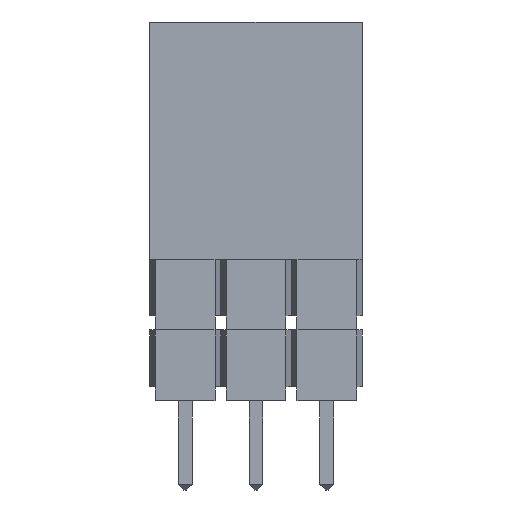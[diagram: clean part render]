
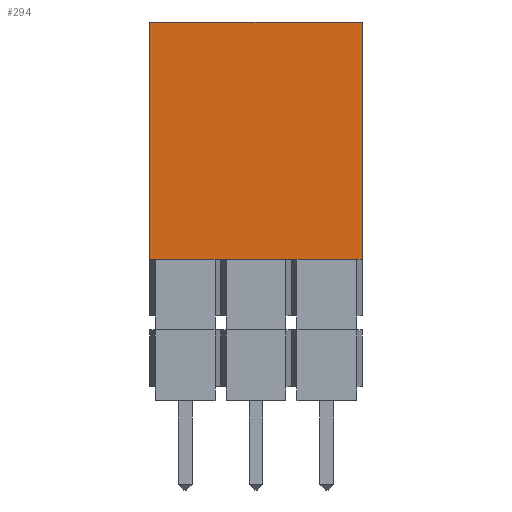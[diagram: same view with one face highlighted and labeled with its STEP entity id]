
A CAD part, front view. The second image highlights one B-rep face of the part: STEP entity #294.
In plain terms, the highlighted planar face has unit normal (0, -1, 0).
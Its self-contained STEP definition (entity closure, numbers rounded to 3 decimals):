
#22 = VERTEX_POINT('',#23);
#23 = CARTESIAN_POINT('',(-1.27,-1.27,13.58));
#31 = EDGE_CURVE('',#22,#32,#34,.T.);
#32 = VERTEX_POINT('',#33);
#33 = CARTESIAN_POINT('',(6.35,-1.27,13.58));
#34 = LINE('',#35,#36);
#35 = CARTESIAN_POINT('',(-1.27,-1.27,13.58));
#36 = VECTOR('',#37,1.);
#37 = DIRECTION('',(1.,0.,0.));
#164 = EDGE_CURVE('',#165,#22,#167,.T.);
#165 = VERTEX_POINT('',#166);
#166 = CARTESIAN_POINT('',(-1.27,-1.27,5.08));
#167 = LINE('',#168,#169);
#168 = CARTESIAN_POINT('',(-1.27,-1.27,5.08));
#169 = VECTOR('',#170,1.);
#170 = DIRECTION('',(0.,0.,1.));
#294 = ADVANCED_FACE('',(#295),#361,.F.);
#295 = FACE_BOUND('',#296,.F.);
#296 = EDGE_LOOP('',(#297,#305,#306,#307,#315,#323,#331,#339,#347,#355)
  );
#297 = ORIENTED_EDGE('',*,*,#298,.F.);
#298 = EDGE_CURVE('',#165,#299,#301,.T.);
#299 = VERTEX_POINT('',#300);
#300 = CARTESIAN_POINT('',(-1.07,-1.27,5.08));
#301 = LINE('',#302,#303);
#302 = CARTESIAN_POINT('',(-1.27,-1.27,5.08));
#303 = VECTOR('',#304,1.);
#304 = DIRECTION('',(1.,0.,0.));
#305 = ORIENTED_EDGE('',*,*,#164,.T.);
#306 = ORIENTED_EDGE('',*,*,#31,.T.);
#307 = ORIENTED_EDGE('',*,*,#308,.F.);
#308 = EDGE_CURVE('',#309,#32,#311,.T.);
#309 = VERTEX_POINT('',#310);
#310 = CARTESIAN_POINT('',(6.35,-1.27,5.08));
#311 = LINE('',#312,#313);
#312 = CARTESIAN_POINT('',(6.35,-1.27,5.08));
#313 = VECTOR('',#314,1.);
#314 = DIRECTION('',(0.,0.,1.));
#315 = ORIENTED_EDGE('',*,*,#316,.F.);
#316 = EDGE_CURVE('',#317,#309,#319,.T.);
#317 = VERTEX_POINT('',#318);
#318 = CARTESIAN_POINT('',(6.15,-1.27,5.08));
#319 = LINE('',#320,#321);
#320 = CARTESIAN_POINT('',(-1.27,-1.27,5.08));
#321 = VECTOR('',#322,1.);
#322 = DIRECTION('',(1.,0.,0.));
#323 = ORIENTED_EDGE('',*,*,#324,.F.);
#324 = EDGE_CURVE('',#325,#317,#327,.T.);
#325 = VERTEX_POINT('',#326);
#326 = CARTESIAN_POINT('',(4.01,-1.27,5.08));
#327 = LINE('',#328,#329);
#328 = CARTESIAN_POINT('',(3.81,-1.27,5.08));
#329 = VECTOR('',#330,1.);
#330 = DIRECTION('',(1.,0.,0.));
#331 = ORIENTED_EDGE('',*,*,#332,.F.);
#332 = EDGE_CURVE('',#333,#325,#335,.T.);
#333 = VERTEX_POINT('',#334);
#334 = CARTESIAN_POINT('',(3.61,-1.27,5.08));
#335 = LINE('',#336,#337);
#336 = CARTESIAN_POINT('',(-1.27,-1.27,5.08));
#337 = VECTOR('',#338,1.);
#338 = DIRECTION('',(1.,0.,0.));
#339 = ORIENTED_EDGE('',*,*,#340,.F.);
#340 = EDGE_CURVE('',#341,#333,#343,.T.);
#341 = VERTEX_POINT('',#342);
#342 = CARTESIAN_POINT('',(1.47,-1.27,5.08));
#343 = LINE('',#344,#345);
#344 = CARTESIAN_POINT('',(1.27,-1.27,5.08));
#345 = VECTOR('',#346,1.);
#346 = DIRECTION('',(1.,0.,0.));
#347 = ORIENTED_EDGE('',*,*,#348,.F.);
#348 = EDGE_CURVE('',#349,#341,#351,.T.);
#349 = VERTEX_POINT('',#350);
#350 = CARTESIAN_POINT('',(1.07,-1.27,5.08));
#351 = LINE('',#352,#353);
#352 = CARTESIAN_POINT('',(-1.27,-1.27,5.08));
#353 = VECTOR('',#354,1.);
#354 = DIRECTION('',(1.,0.,0.));
#355 = ORIENTED_EDGE('',*,*,#356,.F.);
#356 = EDGE_CURVE('',#299,#349,#357,.T.);
#357 = LINE('',#358,#359);
#358 = CARTESIAN_POINT('',(-1.27,-1.27,5.08));
#359 = VECTOR('',#360,1.);
#360 = DIRECTION('',(1.,0.,0.));
#361 = PLANE('',#362);
#362 = AXIS2_PLACEMENT_3D('',#363,#364,#365);
#363 = CARTESIAN_POINT('',(-1.27,-1.27,5.08));
#364 = DIRECTION('',(0.,1.,0.));
#365 = DIRECTION('',(0.,0.,1.));
